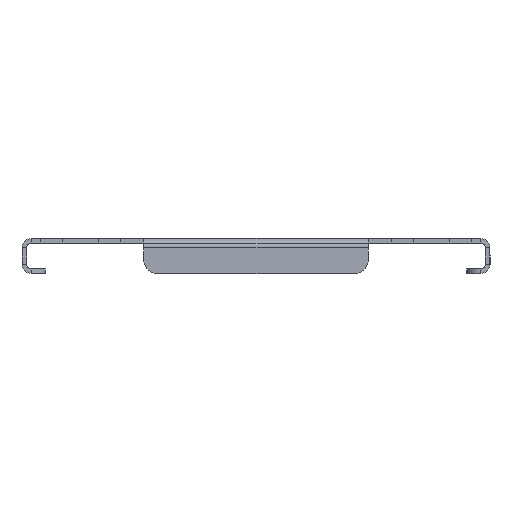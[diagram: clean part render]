
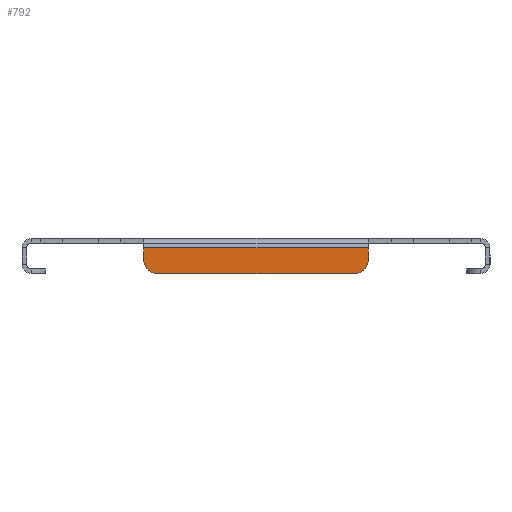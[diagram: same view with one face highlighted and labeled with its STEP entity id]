
A CAD part, left-side view. The second image highlights one B-rep face of the part: STEP entity #792.
In plain terms, the highlighted planar face has unit normal (-1, 0, 0).
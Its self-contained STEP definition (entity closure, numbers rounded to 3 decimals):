
#36 = DIRECTION ( 'NONE',  ( 0., 1., 0. ) ) ;
#44 = CIRCLE ( 'NONE', #2130, 6. ) ;
#53 = ORIENTED_EDGE ( 'NONE', *, *, #1314, .T. ) ;
#191 = EDGE_LOOP ( 'NONE', ( #1327, #53, #1643, #1768, #2282, #680 ) ) ;
#214 = EDGE_CURVE ( 'NONE', #1026, #1837, #2444, .T. ) ;
#279 = DIRECTION ( 'NONE',  ( 0., 0., -1. ) ) ;
#305 = DIRECTION ( 'NONE',  ( 0., 0., -1. ) ) ;
#400 = VERTEX_POINT ( 'NONE', #886 ) ;
#485 = EDGE_CURVE ( 'NONE', #400, #1599, #44, .T. ) ;
#500 = DIRECTION ( 'NONE',  ( 1., 0., 0. ) ) ;
#615 = CARTESIAN_POINT ( 'NONE',  ( -449.5, -48., -4. ) ) ;
#680 = ORIENTED_EDGE ( 'NONE', *, *, #485, .T. ) ;
#792 = ADVANCED_FACE ( 'NONE', ( #954 ), #1868, .F. ) ;
#876 = VECTOR ( 'NONE', #36, 1000. ) ;
#886 = CARTESIAN_POINT ( 'NONE',  ( -449.5, 48., -9. ) ) ;
#944 = VECTOR ( 'NONE', #2897, 1000. ) ;
#954 = FACE_OUTER_BOUND ( 'NONE', #191, .T. ) ;
#969 = AXIS2_PLACEMENT_3D ( 'NONE', #2793, #500, #279 ) ;
#1026 = VERTEX_POINT ( 'NONE', #2472 ) ;
#1027 = DIRECTION ( 'NONE',  ( -1., 0., 0. ) ) ;
#1086 = DIRECTION ( 'NONE',  ( 0., -1., 0. ) ) ;
#1314 = EDGE_CURVE ( 'NONE', #1876, #2739, #2792, .T. ) ;
#1327 = ORIENTED_EDGE ( 'NONE', *, *, #1560, .F. ) ;
#1340 = VECTOR ( 'NONE', #1086, 1000. ) ;
#1346 = AXIS2_PLACEMENT_3D ( 'NONE', #2190, #1950, #305 ) ;
#1560 = EDGE_CURVE ( 'NONE', #1876, #1599, #2341, .T. ) ;
#1579 = DIRECTION ( 'NONE',  ( 0., 0., 1. ) ) ;
#1588 = VECTOR ( 'NONE', #1579, 1000. ) ;
#1599 = VERTEX_POINT ( 'NONE', #2760 ) ;
#1634 = CARTESIAN_POINT ( 'NONE',  ( -449.5, 42., -9. ) ) ;
#1643 = ORIENTED_EDGE ( 'NONE', *, *, #1924, .T. ) ;
#1768 = ORIENTED_EDGE ( 'NONE', *, *, #214, .F. ) ;
#1837 = VERTEX_POINT ( 'NONE', #615 ) ;
#1868 = PLANE ( 'NONE',  #969 ) ;
#1876 = VERTEX_POINT ( 'NONE', #2942 ) ;
#1924 = EDGE_CURVE ( 'NONE', #2739, #1837, #2045, .T. ) ;
#1934 = CARTESIAN_POINT ( 'NONE',  ( -449.5, -48., -9. ) ) ;
#1950 = DIRECTION ( 'NONE',  ( -1., 0., 0. ) ) ;
#2045 = LINE ( 'NONE', #2724, #1588 ) ;
#2130 = AXIS2_PLACEMENT_3D ( 'NONE', #1634, #1027, #2600 ) ;
#2190 = CARTESIAN_POINT ( 'NONE',  ( -449.5, -42., -9. ) ) ;
#2242 = CARTESIAN_POINT ( 'NONE',  ( -449.5, -100., -4. ) ) ;
#2282 = ORIENTED_EDGE ( 'NONE', *, *, #2756, .T. ) ;
#2341 = LINE ( 'NONE', #2957, #876 ) ;
#2444 = LINE ( 'NONE', #2242, #1340 ) ;
#2472 = CARTESIAN_POINT ( 'NONE',  ( -449.5, 48., -4. ) ) ;
#2498 = CARTESIAN_POINT ( 'NONE',  ( -449.5, 48., -15. ) ) ;
#2585 = LINE ( 'NONE', #2498, #944 ) ;
#2600 = DIRECTION ( 'NONE',  ( 0., 0., -1. ) ) ;
#2724 = CARTESIAN_POINT ( 'NONE',  ( -449.5, -48., -15. ) ) ;
#2739 = VERTEX_POINT ( 'NONE', #1934 ) ;
#2756 = EDGE_CURVE ( 'NONE', #1026, #400, #2585, .T. ) ;
#2760 = CARTESIAN_POINT ( 'NONE',  ( -449.5, 42., -15. ) ) ;
#2792 = CIRCLE ( 'NONE', #1346, 6. ) ;
#2793 = CARTESIAN_POINT ( 'NONE',  ( -449.5, 0., 0. ) ) ;
#2897 = DIRECTION ( 'NONE',  ( 0., 0., -1. ) ) ;
#2942 = CARTESIAN_POINT ( 'NONE',  ( -449.5, -42., -15. ) ) ;
#2957 = CARTESIAN_POINT ( 'NONE',  ( -449.5, -100., -15. ) ) ;
